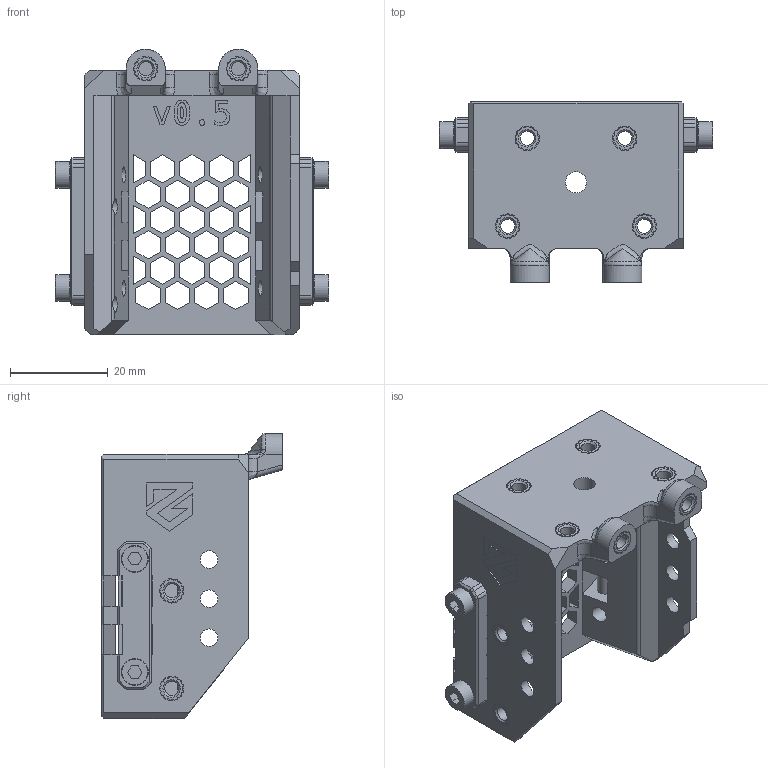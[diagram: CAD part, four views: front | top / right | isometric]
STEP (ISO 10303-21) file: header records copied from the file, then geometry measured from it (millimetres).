
FILE_DESCRIPTION(/* description */ (''),/* implementation_level */ '2;1');
FILE_NAME(/* name */ 'front_fysetc_pis.step',/* time_stamp */ '2023-11-02T13:08:05-05:00',/* author */ (''),/* organization */ (''),/* preprocessor_version */ 'ST-DEVELOPER v20',/* originating_system */ 'Autodesk Translation Framework v12.14.0.127',/* authorisation */ '');
FILE_SCHEMA (('AUTOMOTIVE_DESIGN { 1 0 10303 214 3 1 1 }'));
Length unit declared in the file: millimetre
Products named in the file (9): front_fysetc_pis; Hardware; Universal Inserts; Belt Fasteners; PN501; PIS Inserts; PN596; front_fysetc_pis_1; belt_grabber
Assembly tree (27 placements, depth 4):
  front_fysetc_pis
    Hardware
      Universal Inserts
        PN596  x14
      Belt Fasteners
        PN501  x4
      PIS Inserts
        PN596  x2
    belt_grabber  x2
    front_fysetc_pis_1
Bounding box: 56 x 37 x 58.49 mm (x, y, z)
Volume: 23098.4 mm3; surface area: 18875.2 mm2
Topology: 23 solids, 23 shells, 2701 faces, 7494 edges, 4900 vertices
Faces by surface type: bspline 1372, cylinder 657, plane 532, cone 74, torus 58, sphere 8
Full cylindrical faces by diameter (mm): 2.9 x16, 3 x4, 3.3 x20, 3.6 x6, 4.2 x16, 4.25 x16, 4.35 x1, 4.6 x16, 4.7 x16, 5.5 x4
Entity records: 28283 total; most frequent: CARTESIAN_POINT 9703, ORIENTED_EDGE 4108, DIRECTION 3250, EDGE_CURVE 2054, VERTEX_POINT 1330, LINE 1224, VECTOR 1224, AXIS2_PLACEMENT_3D 1013
